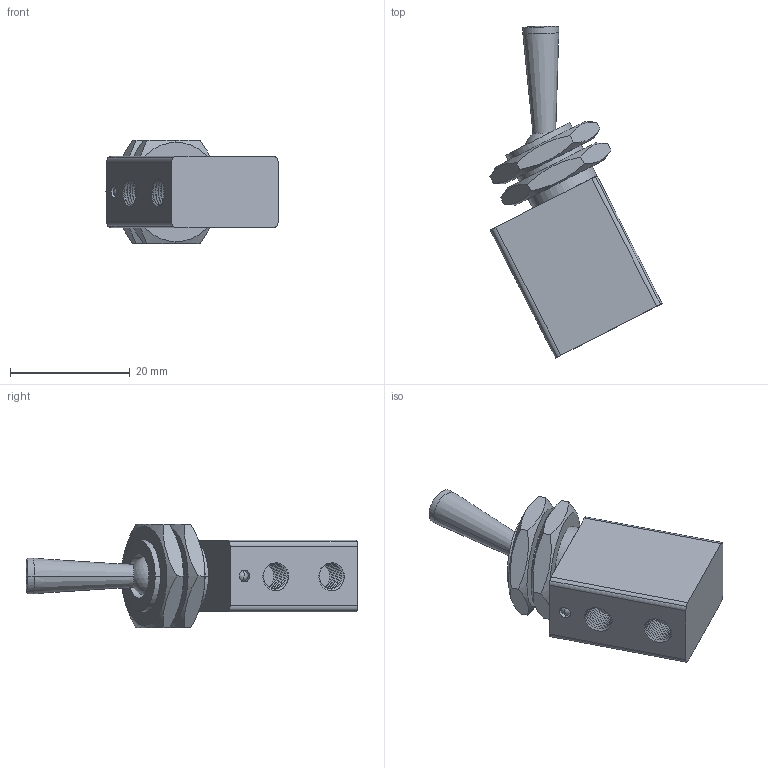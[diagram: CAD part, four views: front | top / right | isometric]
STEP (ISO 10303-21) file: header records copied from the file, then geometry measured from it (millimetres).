
FILE_DESCRIPTION((''),'2;1');
FILE_NAME('03_011_4.stp','2002-12-02T20:45:11',('Branislav Petkovic'),('AZ Pneumatica'),'AutoCAD STEP 2000i','AutoCAD 2000i','Via J. F. Kennedy, 26, 20020 Misinto (MI), ITALY');
FILE_SCHEMA(('CONFIG_CONTROL_DESIGN'));
Length unit declared in the file: millimetre
Products named in the file (4): 03_011_4; PART2; PART1; HEX NUT - ISO 8675 - M12 X 1.25
Assembly tree (4 placements, depth 2):
  03_011_4
    PART2
    PART1
    HEX NUT - ISO 8675 - M12 X 1.25  x2
Bounding box: 28.81 x 55.52 x 17.35 mm (x, y, z)
Surface area: 4530.7 mm2 (no closed solid volume)
Topology: 0 solids, 4 shells, 168 faces, 444 edges, 288 vertices
Faces by surface type: cylinder 74, cone 36, plane 32, torus 16, bspline 6, sphere 4
Entity records: 8132 total; most frequent: CARTESIAN_POINT 4887, ORIENTED_EDGE 690, DIRECTION 607, EDGE_CURVE 345, AXIS2_PLACEMENT_3D 249, VERTEX_POINT 225, EDGE_LOOP 144, FACE_OUTER_BOUND 132
